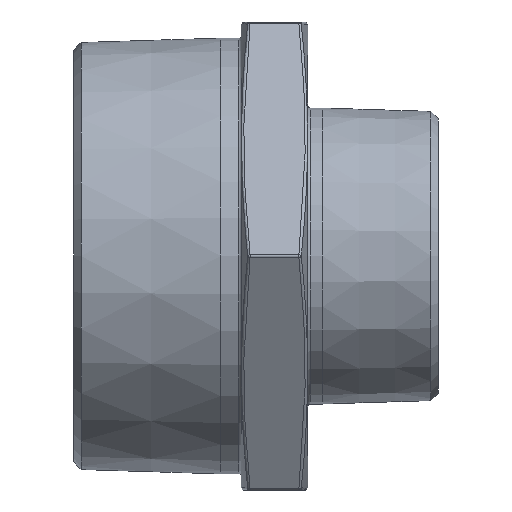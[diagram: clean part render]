
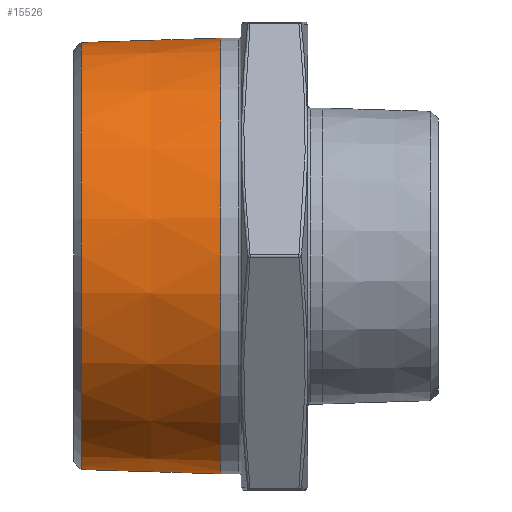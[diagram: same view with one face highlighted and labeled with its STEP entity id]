
A CAD part, front view. The second image highlights one B-rep face of the part: STEP entity #15526.
In plain terms, the highlighted conical face has half-angle 1.79 degrees and reference radius 43.942 mm.
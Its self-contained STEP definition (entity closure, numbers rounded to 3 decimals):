
#1047 = FACE_OUTER_BOUND ( 'NONE', #9863, .T. ) ;
#1243 = ORIENTED_EDGE ( 'NONE', *, *, #9567, .T. ) ;
#1988 = VERTEX_POINT ( 'NONE', #6888 ) ;
#3370 = DIRECTION ( 'NONE',  ( -1., 0., 0. ) ) ;
#4125 = DIRECTION ( 'NONE',  ( 1., 0., 0. ) ) ;
#4353 = CARTESIAN_POINT ( 'NONE',  ( 1.478, 0., 43.344 ) ) ;
#5805 = CARTESIAN_POINT ( 'NONE',  ( 20.6, 0., 0. ) ) ;
#6834 = CONICAL_SURFACE ( 'NONE', #8875, 43.942, 0.031 ) ;
#6888 = CARTESIAN_POINT ( 'NONE',  ( 29.8, 0., 44.229 ) ) ;
#7068 = FACE_BOUND ( 'NONE', #14972, .T. ) ;
#8348 = DIRECTION ( 'NONE',  ( 0., 0., -1. ) ) ;
#8702 = ORIENTED_EDGE ( 'NONE', *, *, #14470, .T. ) ;
#8875 = AXIS2_PLACEMENT_3D ( 'NONE', #5805, #10668, #8348 ) ;
#9094 = CARTESIAN_POINT ( 'NONE',  ( 29.8, 0., 0. ) ) ;
#9108 = CIRCLE ( 'NONE', #12935, 43.344 ) ;
#9567 = EDGE_CURVE ( 'NONE', #10486, #10486, #9108, .T. ) ;
#9863 = EDGE_LOOP ( 'NONE', ( #8702 ) ) ;
#10486 = VERTEX_POINT ( 'NONE', #4353 ) ;
#10668 = DIRECTION ( 'NONE',  ( 1., 0., 0. ) ) ;
#11413 = CIRCLE ( 'NONE', #13446, 44.229 ) ;
#12717 = CARTESIAN_POINT ( 'NONE',  ( 1.478, 0., 0. ) ) ;
#12935 = AXIS2_PLACEMENT_3D ( 'NONE', #12717, #4125, #14947 ) ;
#13446 = AXIS2_PLACEMENT_3D ( 'NONE', #9094, #3370, #14103 ) ;
#14103 = DIRECTION ( 'NONE',  ( 0., 0., 1. ) ) ;
#14470 = EDGE_CURVE ( 'NONE', #1988, #1988, #11413, .T. ) ;
#14947 = DIRECTION ( 'NONE',  ( 0., 0., 1. ) ) ;
#14972 = EDGE_LOOP ( 'NONE', ( #1243 ) ) ;
#15526 = ADVANCED_FACE ( 'NONE', ( #7068, #1047 ), #6834, .T. ) ;
